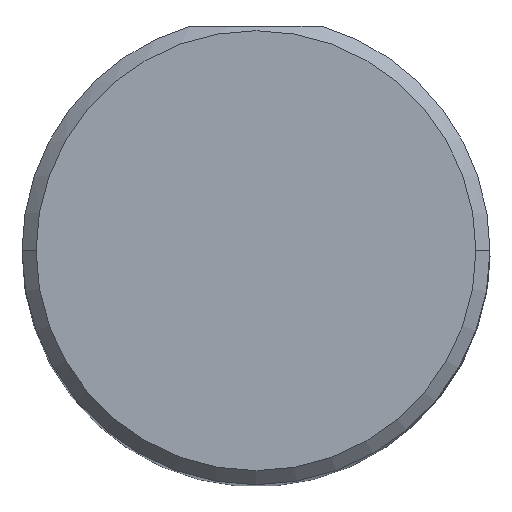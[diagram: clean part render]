
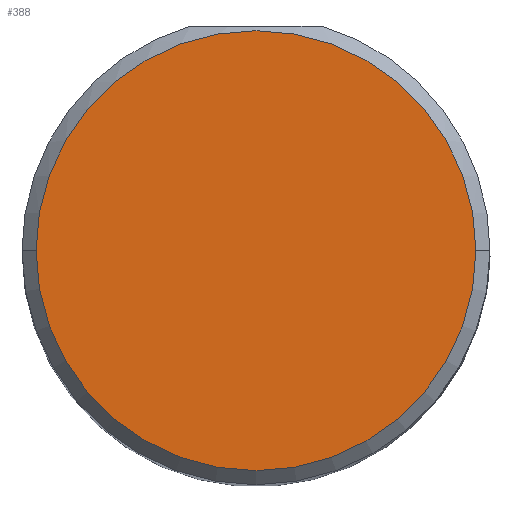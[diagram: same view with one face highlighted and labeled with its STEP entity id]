
A CAD part, top view. The second image highlights one B-rep face of the part: STEP entity #388.
In plain terms, the highlighted planar face has unit normal (0, 0, 1).
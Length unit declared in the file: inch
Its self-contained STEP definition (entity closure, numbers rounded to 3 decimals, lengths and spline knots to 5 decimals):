
#26 = AXIS2_PLACEMENT_3D ( 'NONE', #437, #236, #250 ) ;
#34 = FACE_OUTER_BOUND ( 'NONE', #497, .T. ) ;
#77 = CARTESIAN_POINT ( 'NONE',  ( 0.235, 0., 4. ) ) ;
#122 = AXIS2_PLACEMENT_3D ( 'NONE', #270, #154, #233 ) ;
#125 = VERTEX_POINT ( 'NONE', #77 ) ;
#154 = DIRECTION ( 'NONE',  ( 0., 0., 1. ) ) ;
#156 = CIRCLE ( 'NONE', #122, 0.235 ) ;
#196 = CARTESIAN_POINT ( 'NONE',  ( -0.235, 0., 4. ) ) ;
#223 = EDGE_CURVE ( 'NONE', #125, #307, #156, .T. ) ;
#233 = DIRECTION ( 'NONE',  ( 1., 0., 0. ) ) ;
#235 = DIRECTION ( 'NONE',  ( 0., 0., 1. ) ) ;
#236 = DIRECTION ( 'NONE',  ( 0., 0., 1. ) ) ;
#239 = EDGE_CURVE ( 'NONE', #307, #125, #289, .T. ) ;
#250 = DIRECTION ( 'NONE',  ( 1., 0., 0. ) ) ;
#260 = ORIENTED_EDGE ( 'NONE', *, *, #239, .T. ) ;
#270 = CARTESIAN_POINT ( 'NONE',  ( 0., 0., 4. ) ) ;
#289 = CIRCLE ( 'NONE', #26, 0.235 ) ;
#307 = VERTEX_POINT ( 'NONE', #196 ) ;
#358 = PLANE ( 'NONE',  #486 ) ;
#388 = ADVANCED_FACE ( 'NONE', ( #34 ), #358, .T. ) ;
#390 = ORIENTED_EDGE ( 'NONE', *, *, #223, .T. ) ;
#398 = DIRECTION ( 'NONE',  ( 1., 0., 0. ) ) ;
#437 = CARTESIAN_POINT ( 'NONE',  ( 0., 0., 4. ) ) ;
#486 = AXIS2_PLACEMENT_3D ( 'NONE', #519, #235, #398 ) ;
#497 = EDGE_LOOP ( 'NONE', ( #260, #390 ) ) ;
#519 = CARTESIAN_POINT ( 'NONE',  ( 0., 0., 4. ) ) ;
